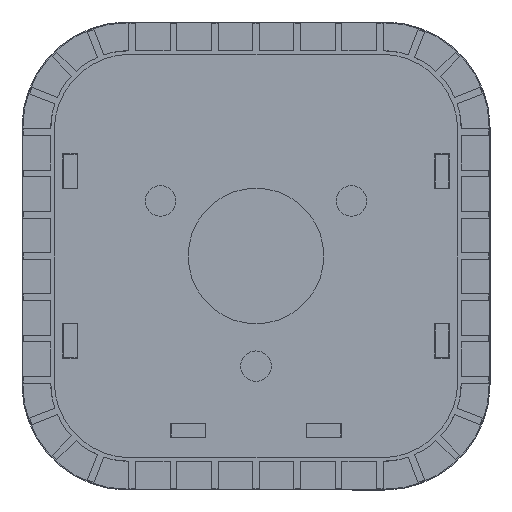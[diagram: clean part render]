
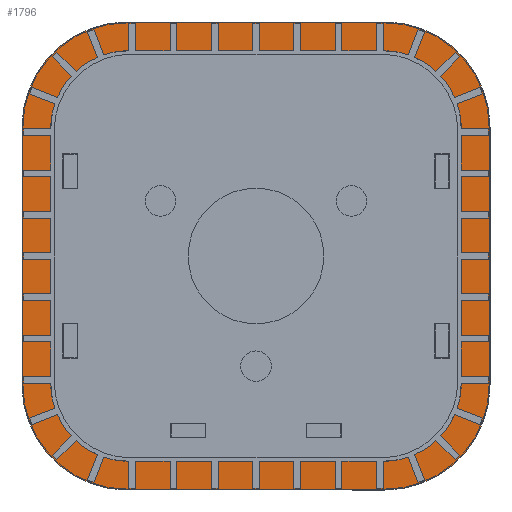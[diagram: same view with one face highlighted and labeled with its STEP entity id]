
A CAD part, front view. The second image highlights one B-rep face of the part: STEP entity #1796.
In plain terms, the highlighted planar face has unit normal (0, -1, 0).
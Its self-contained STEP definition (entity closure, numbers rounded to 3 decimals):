
#285 = ORIENTED_EDGE ( 'NONE', *, *, #2059, .F. ) ;
#385 = CARTESIAN_POINT ( 'NONE',  ( 69., 0., -38. ) ) ;
#436 = CARTESIAN_POINT ( 'NONE',  ( 57.25, 0., -37.5 ) ) ;
#1137 = VERTEX_POINT ( 'NONE', #1486 ) ;
#1148 = CARTESIAN_POINT ( 'NONE',  ( -38., 0., -38. ) ) ;
#1427 = EDGE_CURVE ( 'NONE', #9568, #13375, #4357, .T. ) ;
#1476 = VECTOR ( 'NONE', #11765, 1000. ) ;
#1486 = CARTESIAN_POINT ( 'NONE',  ( -57.25, 0., -37.25 ) ) ;
#1490 = LINE ( 'NONE', #8070, #13285 ) ;
#1686 = ORIENTED_EDGE ( 'NONE', *, *, #1427, .F. ) ;
#1746 = VERTEX_POINT ( 'NONE', #14234 ) ;
#1796 = ADVANCED_FACE ( 'NONE', ( #12511, #12403 ), #20800, .F. ) ;
#1826 = CARTESIAN_POINT ( 'NONE',  ( -37.25, 0., -37.25 ) ) ;
#2059 = EDGE_CURVE ( 'NONE', #8404, #4052, #17773, .T. ) ;
#2111 = CARTESIAN_POINT ( 'NONE',  ( -37.25, 0., 37.25 ) ) ;
#2432 = ORIENTED_EDGE ( 'NONE', *, *, #20544, .F. ) ;
#2559 = ORIENTED_EDGE ( 'NONE', *, *, #21267, .F. ) ;
#2635 = CIRCLE ( 'NONE', #19149, 20. ) ;
#2694 = EDGE_CURVE ( 'NONE', #19902, #10426, #7080, .T. ) ;
#2756 = EDGE_CURVE ( 'NONE', #17985, #6492, #2635, .T. ) ;
#2835 = EDGE_CURVE ( 'NONE', #4052, #9568, #9871, .T. ) ;
#3867 = DIRECTION ( 'NONE',  ( 0., 0., -1. ) ) ;
#4046 = EDGE_CURVE ( 'NONE', #18921, #1137, #4272, .T. ) ;
#4052 = VERTEX_POINT ( 'NONE', #9559 ) ;
#4272 = LINE ( 'NONE', #15797, #19464 ) ;
#4302 = CARTESIAN_POINT ( 'NONE',  ( -37.25, 0., 57.25 ) ) ;
#4357 = LINE ( 'NONE', #9106, #13237 ) ;
#4542 = CARTESIAN_POINT ( 'NONE',  ( 57.25, 0., -37.25 ) ) ;
#4611 = DIRECTION ( 'NONE',  ( 1., 0., 0. ) ) ;
#4705 = VERTEX_POINT ( 'NONE', #17140 ) ;
#4752 = DIRECTION ( 'NONE',  ( 0., 1., 0. ) ) ;
#5020 = ORIENTED_EDGE ( 'NONE', *, *, #2694, .F. ) ;
#5184 = VERTEX_POINT ( 'NONE', #5494 ) ;
#5193 = CARTESIAN_POINT ( 'NONE',  ( -37.5, 0., -57.25 ) ) ;
#5236 = CIRCLE ( 'NONE', #17277, 31. ) ;
#5378 = VECTOR ( 'NONE', #18497, 1000. ) ;
#5494 = CARTESIAN_POINT ( 'NONE',  ( 38., 0., 69. ) ) ;
#5615 = CARTESIAN_POINT ( 'NONE',  ( -38., 0., -38. ) ) ;
#5675 = CARTESIAN_POINT ( 'NONE',  ( 37.25, 0., -57.25 ) ) ;
#6074 = DIRECTION ( 'NONE',  ( 0., 0., 1. ) ) ;
#6293 = AXIS2_PLACEMENT_3D ( 'NONE', #1826, #18627, #3867 ) ;
#6482 = ORIENTED_EDGE ( 'NONE', *, *, #2835, .F. ) ;
#6492 = VERTEX_POINT ( 'NONE', #4542 ) ;
#6670 = CARTESIAN_POINT ( 'NONE',  ( 69., 0., 38. ) ) ;
#6720 = VECTOR ( 'NONE', #13786, 1000. ) ;
#6749 = AXIS2_PLACEMENT_3D ( 'NONE', #1148, #20537, #19346 ) ;
#6935 = VERTEX_POINT ( 'NONE', #6670 ) ;
#7080 = LINE ( 'NONE', #10652, #5378 ) ;
#7224 = LINE ( 'NONE', #436, #6720 ) ;
#7628 = DIRECTION ( 'NONE',  ( 0., 0., -1. ) ) ;
#7904 = ORIENTED_EDGE ( 'NONE', *, *, #11494, .F. ) ;
#8064 = EDGE_CURVE ( 'NONE', #6935, #8137, #18726, .T. ) ;
#8070 = CARTESIAN_POINT ( 'NONE',  ( -38., 0., 69. ) ) ;
#8137 = VERTEX_POINT ( 'NONE', #385 ) ;
#8367 = DIRECTION ( 'NONE',  ( 0., 0., -1. ) ) ;
#8404 = VERTEX_POINT ( 'NONE', #10172 ) ;
#8437 = CIRCLE ( 'NONE', #21158, 20. ) ;
#8618 = EDGE_CURVE ( 'NONE', #13375, #1746, #9321, .T. ) ;
#8695 = DIRECTION ( 'NONE',  ( 0., 0., -1. ) ) ;
#8799 = DIRECTION ( 'NONE',  ( 0., -1., 0. ) ) ;
#9106 = CARTESIAN_POINT ( 'NONE',  ( -69., 0., -38. ) ) ;
#9266 = CARTESIAN_POINT ( 'NONE',  ( 69., 0., -38. ) ) ;
#9321 = CIRCLE ( 'NONE', #17552, 31. ) ;
#9327 = DIRECTION ( 'NONE',  ( 0., 0., -1. ) ) ;
#9392 = DIRECTION ( 'NONE',  ( -1., 0., 0. ) ) ;
#9558 = DIRECTION ( 'NONE',  ( 0., -1., 0. ) ) ;
#9559 = CARTESIAN_POINT ( 'NONE',  ( -38., 0., -69. ) ) ;
#9568 = VERTEX_POINT ( 'NONE', #13226 ) ;
#9721 = DIRECTION ( 'NONE',  ( 0., 0., 1. ) ) ;
#9871 = CIRCLE ( 'NONE', #6749, 31. ) ;
#10172 = CARTESIAN_POINT ( 'NONE',  ( 38., 0., -69. ) ) ;
#10426 = VERTEX_POINT ( 'NONE', #4302 ) ;
#10508 = VERTEX_POINT ( 'NONE', #16250 ) ;
#10642 = ORIENTED_EDGE ( 'NONE', *, *, #4046, .F. ) ;
#10652 = CARTESIAN_POINT ( 'NONE',  ( 37.5, 0., 57.25 ) ) ;
#11228 = CARTESIAN_POINT ( 'NONE',  ( -38., 0., 38. ) ) ;
#11242 = CIRCLE ( 'NONE', #14678, 31. ) ;
#11345 = ORIENTED_EDGE ( 'NONE', *, *, #19629, .F. ) ;
#11350 = AXIS2_PLACEMENT_3D ( 'NONE', #17275, #19221, #9327 ) ;
#11494 = EDGE_CURVE ( 'NONE', #1137, #4705, #15576, .T. ) ;
#11506 = EDGE_LOOP ( 'NONE', ( #6482, #285, #14283, #13823, #2559, #2432, #21242, #1686 ) ) ;
#11701 = DIRECTION ( 'NONE',  ( 0., 1., 0. ) ) ;
#11765 = DIRECTION ( 'NONE',  ( 1., 0., 0. ) ) ;
#12126 = EDGE_CURVE ( 'NONE', #10508, #19902, #20627, .T. ) ;
#12403 = FACE_BOUND ( 'NONE', #15332, .T. ) ;
#12511 = FACE_OUTER_BOUND ( 'NONE', #11506, .T. ) ;
#13226 = CARTESIAN_POINT ( 'NONE',  ( -69., 0., -38. ) ) ;
#13237 = VECTOR ( 'NONE', #6074, 1000. ) ;
#13285 = VECTOR ( 'NONE', #4611, 1000. ) ;
#13375 = VERTEX_POINT ( 'NONE', #18794 ) ;
#13511 = CARTESIAN_POINT ( 'NONE',  ( 38., 0., 38. ) ) ;
#13786 = DIRECTION ( 'NONE',  ( 0., 0., 1. ) ) ;
#13823 = ORIENTED_EDGE ( 'NONE', *, *, #8064, .F. ) ;
#13880 = DIRECTION ( 'NONE',  ( 0., 0., -1. ) ) ;
#14027 = DIRECTION ( 'NONE',  ( 0., 0., 1. ) ) ;
#14234 = CARTESIAN_POINT ( 'NONE',  ( -38., 0., 69. ) ) ;
#14283 = ORIENTED_EDGE ( 'NONE', *, *, #15886, .F. ) ;
#14678 = AXIS2_PLACEMENT_3D ( 'NONE', #13511, #18463, #15233 ) ;
#14791 = VECTOR ( 'NONE', #13880, 1000. ) ;
#15233 = DIRECTION ( 'NONE',  ( 0., 0., 1. ) ) ;
#15332 = EDGE_LOOP ( 'NONE', ( #7904, #10642, #11345, #5020, #21297, #16995, #20386, #15993 ) ) ;
#15576 = CIRCLE ( 'NONE', #6293, 20. ) ;
#15797 = CARTESIAN_POINT ( 'NONE',  ( -57.25, 0., 37.5 ) ) ;
#15886 = EDGE_CURVE ( 'NONE', #8137, #8404, #5236, .T. ) ;
#15993 = ORIENTED_EDGE ( 'NONE', *, *, #16268, .F. ) ;
#16250 = CARTESIAN_POINT ( 'NONE',  ( 57.25, 0., 37.25 ) ) ;
#16268 = EDGE_CURVE ( 'NONE', #4705, #17985, #19956, .T. ) ;
#16698 = VECTOR ( 'NONE', #9392, 1000. ) ;
#16995 = ORIENTED_EDGE ( 'NONE', *, *, #20340, .F. ) ;
#17134 = DIRECTION ( 'NONE',  ( 0., 1., 0. ) ) ;
#17140 = CARTESIAN_POINT ( 'NONE',  ( -37.25, 0., -57.25 ) ) ;
#17275 = CARTESIAN_POINT ( 'NONE',  ( 37.25, 0., 37.25 ) ) ;
#17277 = AXIS2_PLACEMENT_3D ( 'NONE', #19676, #11701, #8367 ) ;
#17467 = CARTESIAN_POINT ( 'NONE',  ( 37.25, 0., 57.25 ) ) ;
#17550 = CARTESIAN_POINT ( 'NONE',  ( -57.25, 0., 37.25 ) ) ;
#17552 = AXIS2_PLACEMENT_3D ( 'NONE', #11228, #4752, #9721 ) ;
#17773 = LINE ( 'NONE', #20796, #16698 ) ;
#17985 = VERTEX_POINT ( 'NONE', #5675 ) ;
#18463 = DIRECTION ( 'NONE',  ( 0., 1., 0. ) ) ;
#18497 = DIRECTION ( 'NONE',  ( -1., 0., 0. ) ) ;
#18627 = DIRECTION ( 'NONE',  ( 0., -1., 0. ) ) ;
#18726 = LINE ( 'NONE', #9266, #14791 ) ;
#18794 = CARTESIAN_POINT ( 'NONE',  ( -69., 0., 38. ) ) ;
#18921 = VERTEX_POINT ( 'NONE', #17550 ) ;
#19149 = AXIS2_PLACEMENT_3D ( 'NONE', #20106, #9558, #20955 ) ;
#19221 = DIRECTION ( 'NONE',  ( 0., -1., 0. ) ) ;
#19346 = DIRECTION ( 'NONE',  ( 0., 0., 1. ) ) ;
#19464 = VECTOR ( 'NONE', #7628, 1000. ) ;
#19629 = EDGE_CURVE ( 'NONE', #10426, #18921, #8437, .T. ) ;
#19676 = CARTESIAN_POINT ( 'NONE',  ( 38., 0., -38. ) ) ;
#19902 = VERTEX_POINT ( 'NONE', #17467 ) ;
#19956 = LINE ( 'NONE', #5193, #1476 ) ;
#20106 = CARTESIAN_POINT ( 'NONE',  ( 37.25, 0., -37.25 ) ) ;
#20340 = EDGE_CURVE ( 'NONE', #6492, #10508, #7224, .T. ) ;
#20386 = ORIENTED_EDGE ( 'NONE', *, *, #2756, .F. ) ;
#20537 = DIRECTION ( 'NONE',  ( 0., 1., 0. ) ) ;
#20544 = EDGE_CURVE ( 'NONE', #1746, #5184, #1490, .T. ) ;
#20627 = CIRCLE ( 'NONE', #11350, 20. ) ;
#20796 = CARTESIAN_POINT ( 'NONE',  ( -38., 0., -69. ) ) ;
#20800 = PLANE ( 'NONE',  #21168 ) ;
#20955 = DIRECTION ( 'NONE',  ( 0., 0., -1. ) ) ;
#21158 = AXIS2_PLACEMENT_3D ( 'NONE', #2111, #8799, #8695 ) ;
#21168 = AXIS2_PLACEMENT_3D ( 'NONE', #5615, #17134, #14027 ) ;
#21242 = ORIENTED_EDGE ( 'NONE', *, *, #8618, .F. ) ;
#21267 = EDGE_CURVE ( 'NONE', #5184, #6935, #11242, .T. ) ;
#21297 = ORIENTED_EDGE ( 'NONE', *, *, #12126, .F. ) ;
